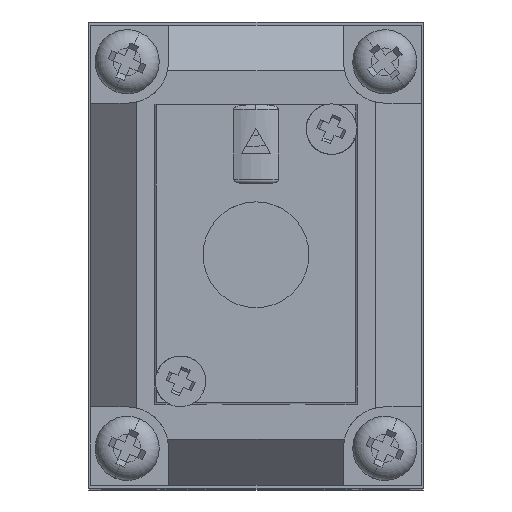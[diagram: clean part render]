
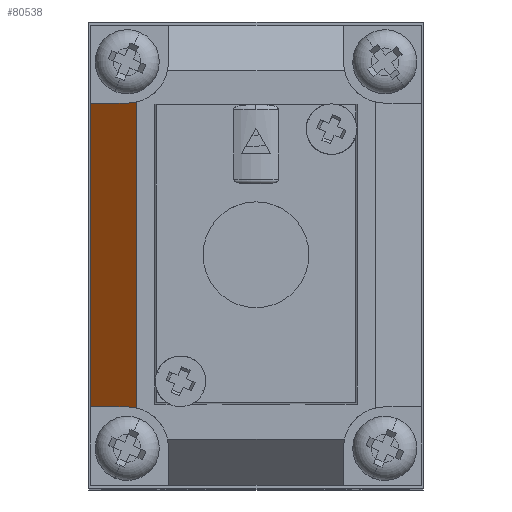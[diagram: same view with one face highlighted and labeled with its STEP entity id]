
A CAD part, top view. The second image highlights one B-rep face of the part: STEP entity #80538.
In plain terms, the highlighted planar face has unit normal (-0.707, 0, 0.707).
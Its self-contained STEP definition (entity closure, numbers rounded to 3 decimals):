
#483 = VERTEX_POINT ( 'NONE', #17075 ) ;
#3154 = ORIENTED_EDGE ( 'NONE', *, *, #25433, .F. ) ;
#4064 = ORIENTED_EDGE ( 'NONE', *, *, #4805, .F. ) ;
#4805 = EDGE_CURVE ( 'NONE', #483, #81320, #89154, .T. ) ;
#5335 = CARTESIAN_POINT ( 'NONE',  ( -14.148, -15.421, 63.172 ) ) ;
#6452 = FACE_OUTER_BOUND ( 'NONE', #17552, .T. ) ;
#7473 = CARTESIAN_POINT ( 'NONE',  ( -18.819, -15.383, 58.5 ) ) ;
#8962 = VECTOR ( 'NONE', #51190, 1000. ) ;
#9032 = VERTEX_POINT ( 'NONE', #32985 ) ;
#11383 = CARTESIAN_POINT ( 'NONE',  ( -18.819, 17.617, 58.5 ) ) ;
#12452 = CARTESIAN_POINT ( 'NONE',  ( -13.819, 17.73, 63.5 ) ) ;
#14227 = CARTESIAN_POINT ( 'NONE',  ( -14.482, 17.617, 62.837 ) ) ;
#16530 = DIRECTION ( 'NONE',  ( 0., 1., 0. ) ) ;
#17075 = CARTESIAN_POINT ( 'NONE',  ( -14.819, 17.617, 62.5 ) ) ;
#17552 = EDGE_LOOP ( 'NONE', ( #3154, #19595, #64500, #4064, #40958, #43062 ) ) ;
#19224 = CARTESIAN_POINT ( 'NONE',  ( -14.482, -15.383, 62.837 ) ) ;
#19595 = ORIENTED_EDGE ( 'NONE', *, *, #76011, .F. ) ;
#21816 = DIRECTION ( 'NONE',  ( 0., -1., 0. ) ) ;
#25027 = CARTESIAN_POINT ( 'NONE',  ( -18.819, -15.383, 58.5 ) ) ;
#25433 = EDGE_CURVE ( 'NONE', #38979, #57827, #70972, .T. ) ;
#26839 = EDGE_CURVE ( 'NONE', #57827, #9032, #30039, .T. ) ;
#27126 = CARTESIAN_POINT ( 'NONE',  ( -18.819, 26.117, 58.5 ) ) ;
#28617 = CARTESIAN_POINT ( 'NONE',  ( -14.819, 17.617, 62.5 ) ) ;
#30039 = LINE ( 'NONE', #57601, #68350 ) ;
#32985 = CARTESIAN_POINT ( 'NONE',  ( -18.819, 17.617, 58.5 ) ) ;
#37794 = EDGE_CURVE ( 'NONE', #9032, #483, #38876, .T. ) ;
#37903 = AXIS2_PLACEMENT_3D ( 'NONE', #27126, #75522, #75066 ) ;
#38876 = LINE ( 'NONE', #11383, #8962 ) ;
#38979 = VERTEX_POINT ( 'NONE', #76044 ) ;
#40958 = ORIENTED_EDGE ( 'NONE', *, *, #37794, .F. ) ;
#41378 = VECTOR ( 'NONE', #21816, 1000. ) ;
#41754 = CARTESIAN_POINT ( 'NONE',  ( -14.148, 17.655, 63.172 ) ) ;
#43062 = ORIENTED_EDGE ( 'NONE', *, *, #26839, .F. ) ;
#43948 = VECTOR ( 'NONE', #64579, 1000. ) ;
#47904 = PLANE ( 'NONE',  #37903 ) ;
#51190 = DIRECTION ( 'NONE',  ( 0.707, 0., 0.707 ) ) ;
#57601 = CARTESIAN_POINT ( 'NONE',  ( -18.819, 26.117, 58.5 ) ) ;
#57827 = VERTEX_POINT ( 'NONE', #25027 ) ;
#59272 = EDGE_CURVE ( 'NONE', #81320, #86352, #62054, .T. ) ;
#60748 = CARTESIAN_POINT ( 'NONE',  ( -13.819, -15.496, 63.5 ) ) ;
#61606 =( BOUNDED_CURVE ( )  B_SPLINE_CURVE ( 3, ( #60748, #5335, #19224, #79915 ),
 .UNSPECIFIED., .F., .F. ) 
 B_SPLINE_CURVE_WITH_KNOTS ( ( 4, 4 ),
 ( 1.347, 1.571 ),
 .UNSPECIFIED. ) 
 CURVE ( )  GEOMETRIC_REPRESENTATION_ITEM ( )  RATIONAL_B_SPLINE_CURVE ( ( 1., 0.996, 0.996, 1. ) ) 
 REPRESENTATION_ITEM ( '' )  );
#62054 = LINE ( 'NONE', #83837, #41378 ) ;
#64500 = ORIENTED_EDGE ( 'NONE', *, *, #59272, .F. ) ;
#64579 = DIRECTION ( 'NONE',  ( -0.707, 0., -0.707 ) ) ;
#67892 = CARTESIAN_POINT ( 'NONE',  ( -13.819, -15.496, 63.5 ) ) ;
#68350 = VECTOR ( 'NONE', #16530, 1000. ) ;
#70972 = LINE ( 'NONE', #7473, #43948 ) ;
#75066 = DIRECTION ( 'NONE',  ( 0., -1., 0. ) ) ;
#75522 = DIRECTION ( 'NONE',  ( -0.707, 0., 0.707 ) ) ;
#76011 = EDGE_CURVE ( 'NONE', #86352, #38979, #61606, .T. ) ;
#76044 = CARTESIAN_POINT ( 'NONE',  ( -14.819, -15.383, 62.5 ) ) ;
#79915 = CARTESIAN_POINT ( 'NONE',  ( -14.819, -15.383, 62.5 ) ) ;
#80538 = ADVANCED_FACE ( 'NONE', ( #6452 ), #47904, .T. ) ;
#81320 = VERTEX_POINT ( 'NONE', #12452 ) ;
#83837 = CARTESIAN_POINT ( 'NONE',  ( -13.819, -23.883, 63.5 ) ) ;
#83848 = CARTESIAN_POINT ( 'NONE',  ( -13.819, 17.73, 63.5 ) ) ;
#86352 = VERTEX_POINT ( 'NONE', #67892 ) ;
#89154 =( BOUNDED_CURVE ( )  B_SPLINE_CURVE ( 3, ( #28617, #14227, #41754, #83848 ),
 .UNSPECIFIED., .F., .F. ) 
 B_SPLINE_CURVE_WITH_KNOTS ( ( 4, 4 ),
 ( 4.712, 4.936 ),
 .UNSPECIFIED. ) 
 CURVE ( )  GEOMETRIC_REPRESENTATION_ITEM ( )  RATIONAL_B_SPLINE_CURVE ( ( 1., 0.996, 0.996, 1. ) ) 
 REPRESENTATION_ITEM ( '' )  );
